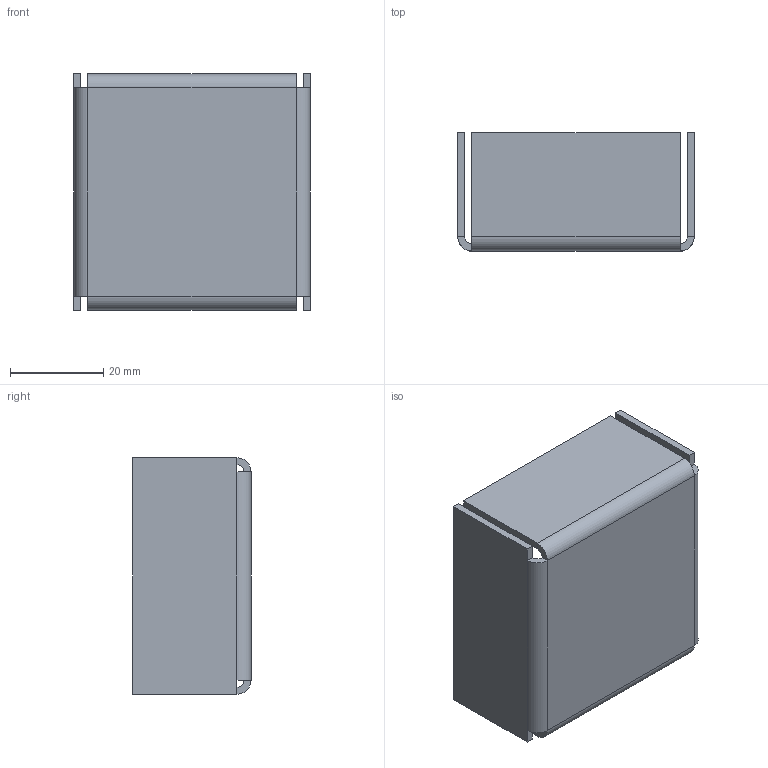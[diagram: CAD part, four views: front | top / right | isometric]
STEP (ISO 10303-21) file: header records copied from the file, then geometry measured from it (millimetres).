
FILE_DESCRIPTION(/* description */ (''),/* implementation_level */ '2;1');
FILE_NAME(/* name */ 'test sheetmetal 1 v6.step',/* time_stamp */ '2017-08-09T18:33:53-07:00',/* author */ (''),/* organization */ (''),/* preprocessor_version */ 'ST-DEVELOPER v16.13',/* originating_system */ 'Autodesk Translation Framework v6.1.1.50',/* authorisation */ '');
FILE_SCHEMA (('AUTOMOTIVE_DESIGN { 1 0 10303 214 3 1 1 }'));
Length unit declared in the file: inch
Products named in the file (2): test sheetmetal 1 v6; 2X2 box
Assembly tree (1 placements, depth 2):
  test sheetmetal 1 v6
    2X2 box
Bounding box: 50.8 x 25.4 x 50.8 mm (x, y, z)
Volume: 10530.8 mm3; surface area: 14445.9 mm2
Topology: 1 solids, 1 shells, 42 faces, 88 edges, 48 vertices
Faces by surface type: plane 34, cylinder 8
Entity records: 1116 total; most frequent: DIRECTION 194, CARTESIAN_POINT 181, ORIENTED_EDGE 176, EDGE_CURVE 88, LINE 72, VECTOR 72, AXIS2_PLACEMENT_3D 61, VERTEX_POINT 48
